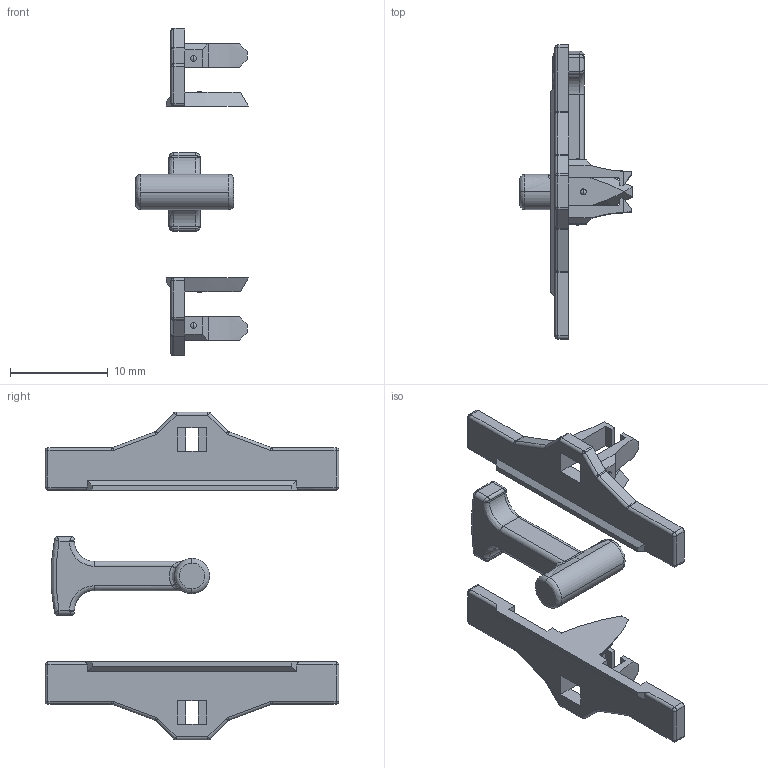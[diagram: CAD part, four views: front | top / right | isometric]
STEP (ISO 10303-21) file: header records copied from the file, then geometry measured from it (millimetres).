
FILE_DESCRIPTION (( 'STEP AP203' ), '1' );
FILE_NAME ('IM1.STEP', '2020-08-25T11:26:06', ( '' ), ( '' ), 'SwSTEP 2.0', 'SolidWorks 2019', '' );
FILE_SCHEMA (( 'CONFIG_CONTROL_DESIGN' ));
Length unit declared in the file: inch
Products named in the file (3): IM1_2; IM1_1; IM1
Assembly tree (3 placements, depth 2):
  IM1
    IM1_1
    IM1_2  x2
Bounding box: 11.5 x 30 x 33.46 mm (x, y, z)
Volume: 813.2 mm3; surface area: 1452.7 mm2
Topology: 3 solids, 3 shells, 275 faces, 699 edges, 408 vertices
Faces by surface type: plane 136, cylinder 69, bspline 66, cone 4
Entity records: 6641 total; most frequent: CARTESIAN_POINT 2799, ORIENTED_EDGE 792, DIRECTION 648, EDGE_CURVE 396, VERTEX_POINT 237, LINE 234, VECTOR 234, AXIS2_PLACEMENT_3D 207
